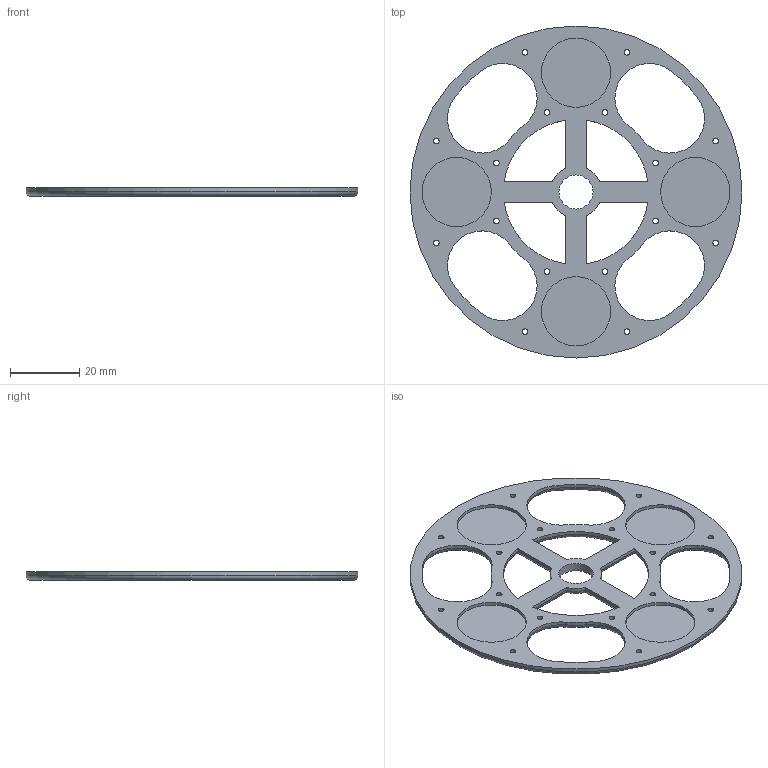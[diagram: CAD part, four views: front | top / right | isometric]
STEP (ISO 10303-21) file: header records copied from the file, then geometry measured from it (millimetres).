
FILE_DESCRIPTION(/* description */ (''),/* implementation_level */ '2;1');
FILE_NAME(/* name */ 'impellerBottom.step',/* time_stamp */ '2021-10-22T12:35:26+02:00',/* author */ (''),/* organization */ (''),/* preprocessor_version */ 'ST-DEVELOPER v18.1',/* originating_system */ 'Autodesk Translation Framework v10.10.0.1391',/* authorisation */ '');
FILE_SCHEMA (('AUTOMOTIVE_DESIGN { 1 0 10303 214 3 1 1 }'));
Length unit declared in the file: millimetre
Products named in the file (1): impellerBottom
Bounding box: 96 x 96 x 2.5 mm (x, y, z)
Volume: 9109.2 mm3; surface area: 10772.8 mm2
Topology: 1 solids, 1 shells, 93 faces, 229 edges, 142 vertices
Faces by surface type: cylinder 54, torus 25, plane 14
Full cylindrical faces by diameter (mm): 1.623 x16, 9.872 x1, 20 x4, 96 x1
Entity records: 3091 total; most frequent: CARTESIAN_POINT 673, DIRECTION 536, ORIENTED_EDGE 458, EDGE_CURVE 229, AXIS2_PLACEMENT_3D 229, EDGE_LOOP 147, VERTEX_POINT 142, CIRCLE 135
